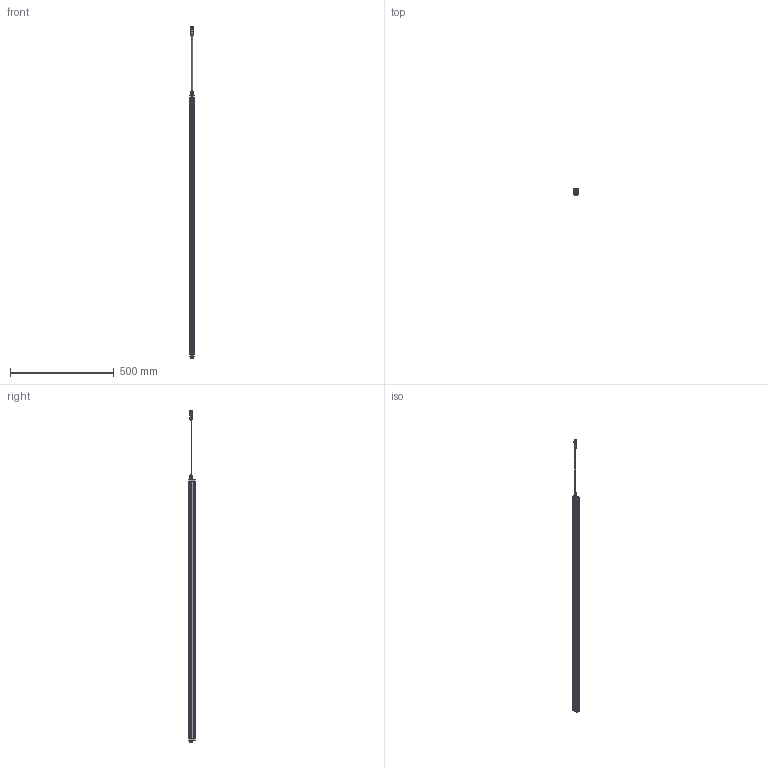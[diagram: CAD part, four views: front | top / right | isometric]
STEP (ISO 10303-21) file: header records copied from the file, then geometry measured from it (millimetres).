
FILE_DESCRIPTION((''),'2;1');
FILE_NAME('ZUSAMMENBAU_ASM_ASM','2011-12-07T',('dhelisch'),(''),'PRO/ENGINEER BY PARAMETRIC TECHNOLOGY CORPORATION, 2007250','PRO/ENGINEER BY PARAMETRIC TECHNOLOGY CORPORATION, 2007250','');
FILE_SCHEMA(('CONFIG_CONTROL_DESIGN'));
Length unit declared in the file: millimetre
Products named in the file (24): _EXPORT_LGS-1100_3_1; _EXPORT_SCHEIBE_1100_4_1; DB005014_KAPPE_LGS_3_1; PRT0001; DB006214_KAPPE_TOP_LGS_2_1; DB006211_ERDUNGSBLECH_1_LCTS_2_; DB006204_SPREIZBUCHSE_2_1; DB006205_MUTTER_LGS_2_1; DB006206_HUTMUTTER_LGS_2_1; DB005030_STECKER-T_LCTS__AF0_2_; DB005028_PIG-TAIL-T_LCTS_ASM_4__ASM; PRT0002; DB006757_KAPPE_KOMPL_LGS_ASM_8__ASM; DB003195_EINSATZ_HITSERT931_M3_; DB006204_SPREIZBUCHSE_UNTEN_1_1; DB006021_SHR_TORX_ALTRAC_2_5X12; ASM0001_ASM; _EXPORT_ASM_LGS-1100_ASM_20_ASM_ASM; _CAD1345_ASM_1; CAD1345_ASM_1_ASM; DB006216_M6-SCHRAUBE_UNTEN_LGS_; ZUSAMMENBAU_ASM_1_ASM; _ZUSAMMENBAU_ASM; ZUSAMMENBAU_ASM_ASM
Assembly tree (28 placements, depth 7):
  ZUSAMMENBAU_ASM_ASM
    ZUSAMMENBAU_ASM_1_ASM
      CAD1345_ASM_1_ASM
        _EXPORT_ASM_LGS-1100_ASM_20_ASM_ASM
          _EXPORT_LGS-1100_3_1
          _EXPORT_SCHEIBE_1100_4_1
          DB006757_KAPPE_KOMPL_LGS_ASM_8__ASM
            DB005014_KAPPE_LGS_3_1
            PRT0001
            DB006214_KAPPE_TOP_LGS_2_1
            DB006211_ERDUNGSBLECH_1_LCTS_2_
            DB006204_SPREIZBUCHSE_2_1
            DB006205_MUTTER_LGS_2_1
            DB006206_HUTMUTTER_LGS_2_1
            DB005028_PIG-TAIL-T_LCTS_ASM_4__ASM
              DB005030_STECKER-T_LCTS__AF0_2_
            PRT0002  x2
          ASM0001_ASM
            DB005014_KAPPE_LGS_3_1
            DB003195_EINSATZ_HITSERT931_M3_
            DB006214_KAPPE_TOP_LGS_2_1
            DB006211_ERDUNGSBLECH_1_LCTS_2_
            DB006204_SPREIZBUCHSE_UNTEN_1_1
            DB006021_SHR_TORX_ALTRAC_2_5X12  x2
        _CAD1345_ASM_1
      DB006216_M6-SCHRAUBE_UNTEN_LGS_
    _ZUSAMMENBAU_ASM
Bounding box: 20 x 30.5 x 1597.2 mm (x, y, z)
Volume: 611731.5 mm3; surface area: 260533.3 mm2
Topology: 20 solids, 29 shells, 1392 faces, 3736 edges, 2392 vertices
Faces by surface type: plane 634, cylinder 510, cone 126, sphere 58, bspline 40, torus 24
Entity records: 32541 total; most frequent: CARTESIAN_POINT 7355, DIRECTION 4470, ORIENTED_EDGE 4454, EDGE_CURVE 2229, AXIS2_PLACEMENT_3D 1637, VERTEX_POINT 1445, VECTOR 1196, LINE 1196
